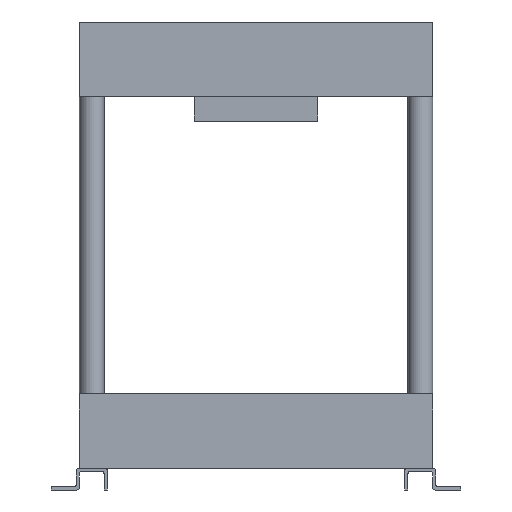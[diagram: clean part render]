
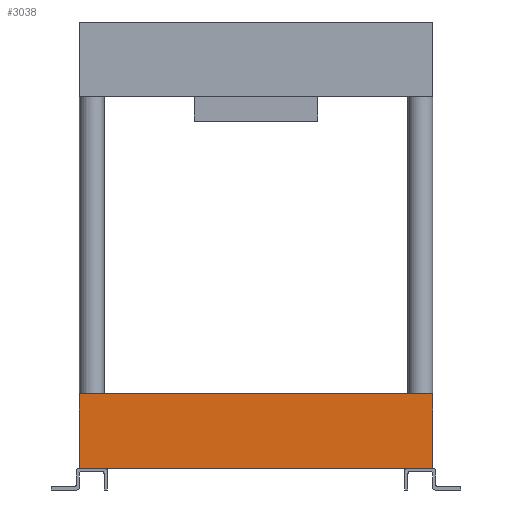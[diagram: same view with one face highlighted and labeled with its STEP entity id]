
A CAD part, front view. The second image highlights one B-rep face of the part: STEP entity #3038.
In plain terms, the highlighted planar face has unit normal (0, -1, 0).
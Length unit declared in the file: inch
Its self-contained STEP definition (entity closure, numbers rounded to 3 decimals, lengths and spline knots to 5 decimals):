
#8 = CARTESIAN_POINT ( 'NONE',  ( 20.99796, 50.89099, 0.875 ) ) ;
#18 = CARTESIAN_POINT ( 'NONE',  ( 20.99796, 50.89099, 0.875 ) ) ;
#47 = VERTEX_POINT ( 'NONE', #558 ) ;
#64 = VECTOR ( 'NONE', #1643, 39.37008 ) ;
#98 = CARTESIAN_POINT ( 'NONE',  ( 35.24796, 50.89099, 3.875 ) ) ;
#144 = EDGE_LOOP ( 'NONE', ( #2201, #213, #2149, #728 ) ) ;
#213 = ORIENTED_EDGE ( 'NONE', *, *, #531, .T. ) ;
#280 = LINE ( 'NONE', #18, #1803 ) ;
#417 = LINE ( 'NONE', #3152, #64 ) ;
#531 = EDGE_CURVE ( 'NONE', #3138, #1631, #2389, .T. ) ;
#547 = DIRECTION ( 'NONE',  ( -1., 0., 0. ) ) ;
#558 = CARTESIAN_POINT ( 'NONE',  ( 20.99796, 50.89099, 3.875 ) ) ;
#728 = ORIENTED_EDGE ( 'NONE', *, *, #1203, .T. ) ;
#730 = PLANE ( 'NONE',  #1485 ) ;
#770 = DIRECTION ( 'NONE',  ( 0., 0., -1. ) ) ;
#894 = VECTOR ( 'NONE', #1128, 39.37008 ) ;
#1128 = DIRECTION ( 'NONE',  ( 1., 0., 0. ) ) ;
#1203 = EDGE_CURVE ( 'NONE', #2327, #47, #2331, .T. ) ;
#1248 = DIRECTION ( 'NONE',  ( 0., -1., 0. ) ) ;
#1335 = CARTESIAN_POINT ( 'NONE',  ( 35.24796, 50.89099, 0.875 ) ) ;
#1349 = EDGE_CURVE ( 'NONE', #47, #3138, #280, .T. ) ;
#1371 = CARTESIAN_POINT ( 'NONE',  ( 20.99796, 50.89099, 3.875 ) ) ;
#1485 = AXIS2_PLACEMENT_3D ( 'NONE', #2511, #1248, #2259 ) ;
#1631 = VERTEX_POINT ( 'NONE', #1335 ) ;
#1643 = DIRECTION ( 'NONE',  ( 0., 0., 1. ) ) ;
#1727 = EDGE_CURVE ( 'NONE', #1631, #2327, #417, .T. ) ;
#1803 = VECTOR ( 'NONE', #770, 39.37008 ) ;
#2149 = ORIENTED_EDGE ( 'NONE', *, *, #1727, .T. ) ;
#2201 = ORIENTED_EDGE ( 'NONE', *, *, #1349, .T. ) ;
#2244 = FACE_OUTER_BOUND ( 'NONE', #144, .T. ) ;
#2259 = DIRECTION ( 'NONE',  ( 1., 0., 0. ) ) ;
#2327 = VERTEX_POINT ( 'NONE', #98 ) ;
#2331 = LINE ( 'NONE', #1371, #3010 ) ;
#2389 = LINE ( 'NONE', #2633, #894 ) ;
#2511 = CARTESIAN_POINT ( 'NONE',  ( 28.12296, 50.89099, 2.375 ) ) ;
#2633 = CARTESIAN_POINT ( 'NONE',  ( 35.24796, 50.89099, 0.875 ) ) ;
#3010 = VECTOR ( 'NONE', #547, 39.37008 ) ;
#3038 = ADVANCED_FACE ( 'NONE', ( #2244 ), #730, .T. ) ;
#3138 = VERTEX_POINT ( 'NONE', #8 ) ;
#3152 = CARTESIAN_POINT ( 'NONE',  ( 35.24796, 50.89099, 3.875 ) ) ;
